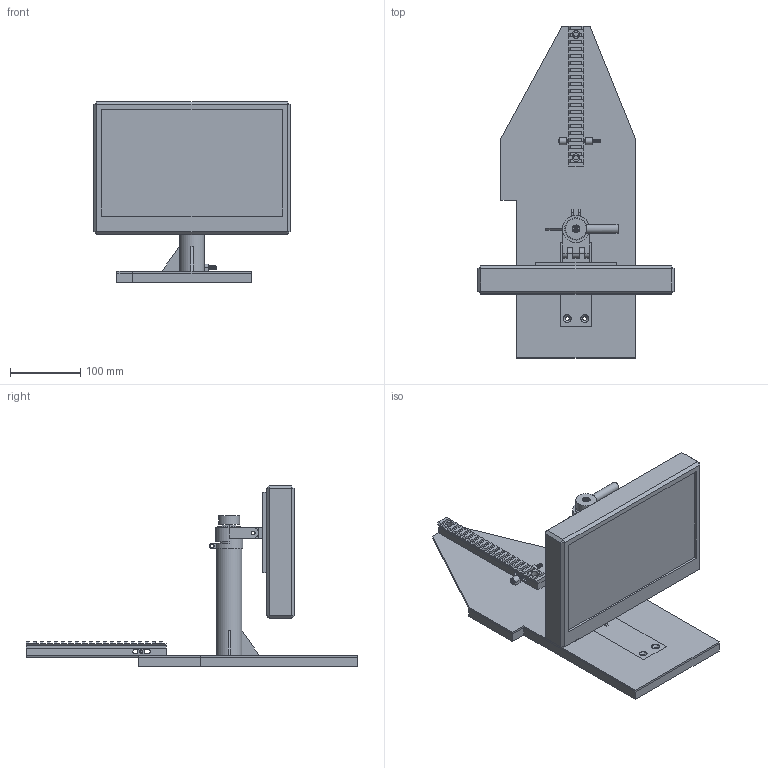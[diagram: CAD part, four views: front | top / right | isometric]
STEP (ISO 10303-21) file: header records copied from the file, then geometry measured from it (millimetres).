
FILE_DESCRIPTION(('FreeCAD Model'),'2;1');
FILE_NAME('Open CASCADE Shape Model','2024-07-18T12:29:26',(''),(''), 'Open CASCADE STEP processor 7.6','FreeCAD','Unknown');
FILE_SCHEMA(('AUTOMOTIVE_DESIGN { 1 0 10303 214 1 1 1 1 }'));
Length unit declared in the file: millimetre
Products named in the file (23): zu23mount; base; plate; display; tube mount; fitting; Тіло004 (Mirror #2); Тіло003 (Mirror #1); tube; HeadMount; Topcap; M6x50-Screw; head mount; handle; vesa100x100; vesaplate; vesamount; picatini001; roll; M5x60-ThreadedRod; din; din001; picatini200drilled001
Assembly tree (22 placements, depth 3):
  zu23mount
    base
    plate
    display
    tube mount
      fitting
      Тіло004 (Mirror #2)
      Тіло003 (Mirror #1)
      tube
    HeadMount
      Topcap
      M6x50-Screw
      head mount
      handle
    vesa100x100
      vesaplate
      vesamount
    picatini001
      roll
      M5x60-ThreadedRod
      din
      din001
      picatini200drilled001
Bounding box: 280 x 474 x 258 mm (x, y, z)
Volume: 3158561 mm3; surface area: 535913.6 mm2
Topology: 18 solids, 18 shells, 748 faces, 1677 edges, 971 vertices
Faces by surface type: plane 335, bspline 224, cylinder 167, cone 18, sphere 2, revolution 2
Full cylindrical faces by diameter (mm): 4.2 x4, 5 x84, 5.5 x12, 6 x3, 6.6 x3, 10 x2, 11 x6, 11.2 x1, 12 x1, 25 x1, 25.2 x1, 33 x2, 36 x1, 39 x1
Entity records: 46555 total; most frequent: CARTESIAN_POINT 31369, ORIENTED_EDGE 3344, DIRECTION 2396, EDGE_CURVE 1672, VERTEX_POINT 971, LINE 912, VECTOR 912, FACE_BOUND 821
